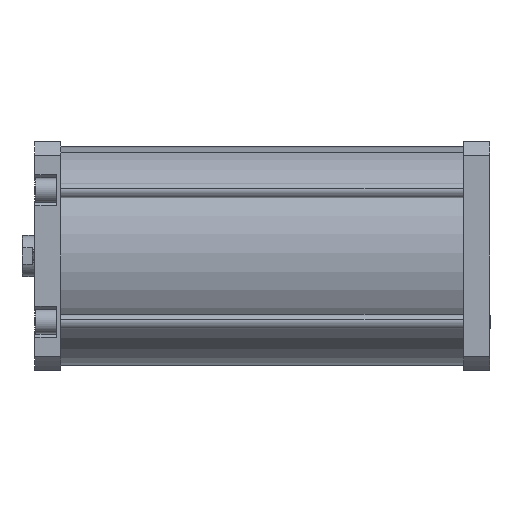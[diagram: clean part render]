
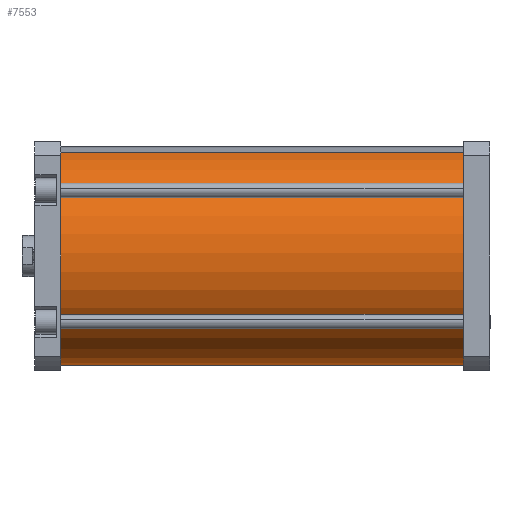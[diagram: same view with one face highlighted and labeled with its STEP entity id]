
A CAD part, front view. The second image highlights one B-rep face of the part: STEP entity #7553.
In plain terms, the highlighted cylindrical face has radius 105 mm (diameter 210 mm), a partial arc.
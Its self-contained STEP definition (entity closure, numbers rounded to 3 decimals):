
#102 = VERTEX_POINT ( 'NONE', #199 ) ;
#103 = VERTEX_POINT ( 'NONE', #129 ) ;
#129 = CARTESIAN_POINT ( 'NONE',  ( 105., 0., 387. ) ) ;
#199 = CARTESIAN_POINT ( 'NONE',  ( -105., 0., 387. ) ) ;
#421 = CARTESIAN_POINT ( 'NONE',  ( 105., 0., 0. ) ) ;
#431 = VERTEX_POINT ( 'NONE', #421 ) ;
#490 = VERTEX_POINT ( 'NONE', #2152 ) ;
#767 = EDGE_LOOP ( 'NONE', ( #1454, #1453, #1452, #1451 ) ) ;
#1451 = ORIENTED_EDGE ( 'NONE', *, *, #7346, .T. ) ;
#1452 = ORIENTED_EDGE ( 'NONE', *, *, #7342, .T. ) ;
#1453 = ORIENTED_EDGE ( 'NONE', *, *, #7354, .F. ) ;
#1454 = ORIENTED_EDGE ( 'NONE', *, *, #7352, .F. ) ;
#2096 = VECTOR ( 'NONE', #3201, 1000. ) ;
#2100 = LINE ( 'NONE', #3200, #2096 ) ;
#2152 = CARTESIAN_POINT ( 'NONE',  ( -105., 0., 0. ) ) ;
#3200 = CARTESIAN_POINT ( 'NONE',  ( -105., 0., 387. ) ) ;
#3201 = DIRECTION ( 'NONE',  ( 0., 0., -1. ) ) ;
#3207 = CARTESIAN_POINT ( 'NONE',  ( 0., 0., 0. ) ) ;
#3210 = DIRECTION ( 'NONE',  ( 0., 0., 1. ) ) ;
#3211 = DIRECTION ( 'NONE',  ( 1., 0., 0. ) ) ;
#3214 = CARTESIAN_POINT ( 'NONE',  ( 0., 0., 387. ) ) ;
#3223 = CARTESIAN_POINT ( 'NONE',  ( 105., 0., 387. ) ) ;
#3224 = DIRECTION ( 'NONE',  ( 0., 0., -1. ) ) ;
#3227 = DIRECTION ( 'NONE',  ( 0., 0., 1. ) ) ;
#3228 = DIRECTION ( 'NONE',  ( 1., 0., 0. ) ) ;
#3641 = LINE ( 'NONE', #3223, #4460 ) ;
#3642 = CIRCLE ( 'NONE', #4014, 105. ) ;
#4014 = AXIS2_PLACEMENT_3D ( 'NONE', #3207, #3210, #3211 ) ;
#4016 = AXIS2_PLACEMENT_3D ( 'NONE', #3214, #3227, #3228 ) ;
#4120 = AXIS2_PLACEMENT_3D ( 'NONE', #5695, #5694, #5693 ) ;
#4460 = VECTOR ( 'NONE', #3224, 1000. ) ;
#4465 = CIRCLE ( 'NONE', #4016, 105. ) ;
#4735 = FACE_OUTER_BOUND ( 'NONE', #767, .T. ) ;
#4738 = CYLINDRICAL_SURFACE ( 'NONE', #4120, 105. ) ;
#5693 = DIRECTION ( 'NONE',  ( -1., 0., 0. ) ) ;
#5694 = DIRECTION ( 'NONE',  ( 0., 0., -1. ) ) ;
#5695 = CARTESIAN_POINT ( 'NONE',  ( 0., 0., 387. ) ) ;
#7342 = EDGE_CURVE ( 'NONE', #102, #490, #2100, .T. ) ;
#7346 = EDGE_CURVE ( 'NONE', #490, #431, #3642, .T. ) ;
#7352 = EDGE_CURVE ( 'NONE', #103, #431, #3641, .T. ) ;
#7354 = EDGE_CURVE ( 'NONE', #102, #103, #4465, .T. ) ;
#7553 = ADVANCED_FACE ( 'NONE', ( #4735 ), #4738, .T. ) ;
